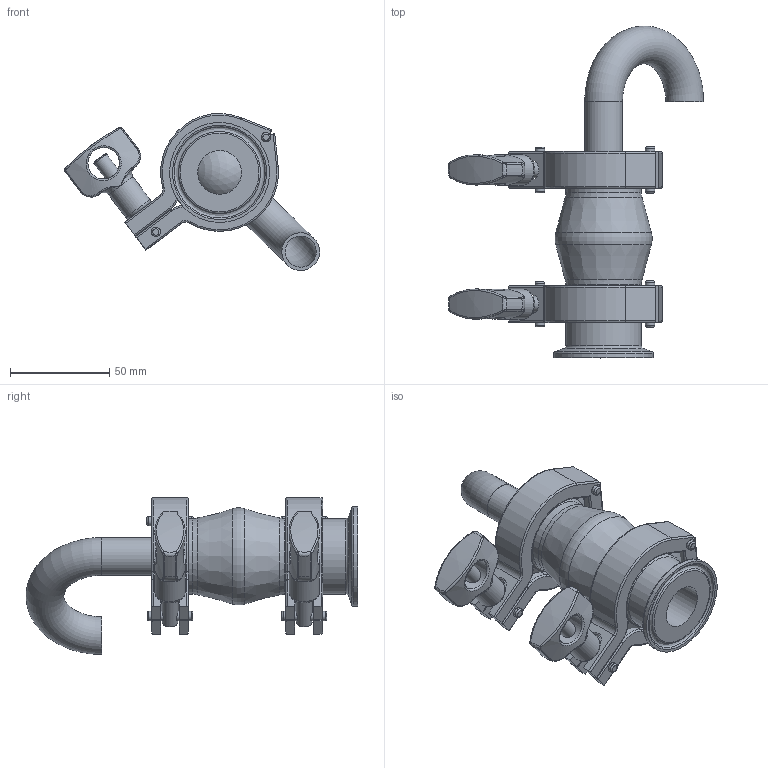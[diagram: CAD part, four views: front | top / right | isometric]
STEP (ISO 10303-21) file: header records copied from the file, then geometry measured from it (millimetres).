
FILE_DESCRIPTION((''),'2;1');
FILE_NAME('TL60 ARV AIR RELIEF VALVE 1.5.stp','2009-01-27T10:51:07',('echaffee'),(''),'Autodesk Inventor 2009','Autodesk Inventor 2009','');
FILE_SCHEMA(('AUTOMOTIVE_DESIGN { 1 0 10303 214 1 1 1 1 }'));
Length unit declared in the file: inch
Products named in the file (8): TL60 ARV AIR RELIEF VALVE 1; RELIEF VALVE BODY; RELIEF VALVE BALL; RELIEF VALVE BASE 1.50 X 1; RELIEF VALVE VENT TOP; RELIEF VALVE VENT TOP PART 2; GASKET SPACER; 13LAH HEAVY DUTY  1.0 CLAMP
Assembly tree (9 placements, depth 2):
  TL60 ARV AIR RELIEF VALVE 1
    RELIEF VALVE BODY
    RELIEF VALVE BALL
    RELIEF VALVE BASE 1.50 X 1
    RELIEF VALVE VENT TOP
    RELIEF VALVE VENT TOP PART 2
    GASKET SPACER  x2
    13LAH HEAVY DUTY  1.0 CLAMP  x2
Bounding box: 128.59 x 167.35 x 79.12 mm (x, y, z)
Volume: 150982.5 mm3; surface area: 90424.9 mm2
Topology: 9 solids, 9 shells, 450 faces, 1010 edges, 579 vertices
Faces by surface type: cylinder 153, plane 108, torus 89, bspline 70, cone 29, sphere 1
Full cylindrical faces by diameter (mm): 4.763 x10, 7.938 x4, 15.24 x2, 15.748 x1, 15.875 x2, 19.05 x1, 22.098 x1, 34.798 x2, 38.1 x5, 50.394 x7
Entity records: 8971 total; most frequent: CARTESIAN_POINT 3420, DIRECTION 1188, ORIENTED_EDGE 966, AXIS2_PLACEMENT_3D 517, EDGE_CURVE 483, EDGE_LOOP 357, VERTEX_POINT 318, CIRCLE 270
